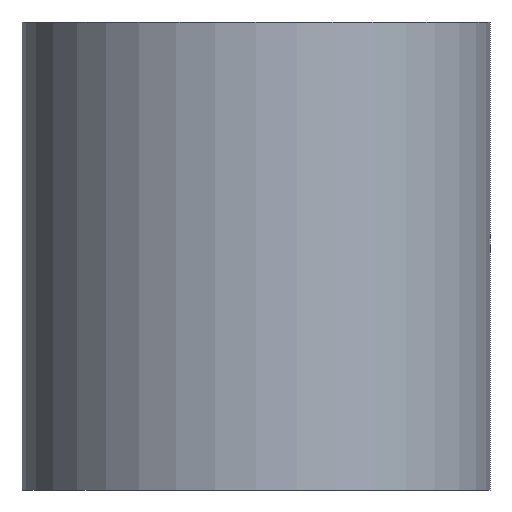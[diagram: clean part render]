
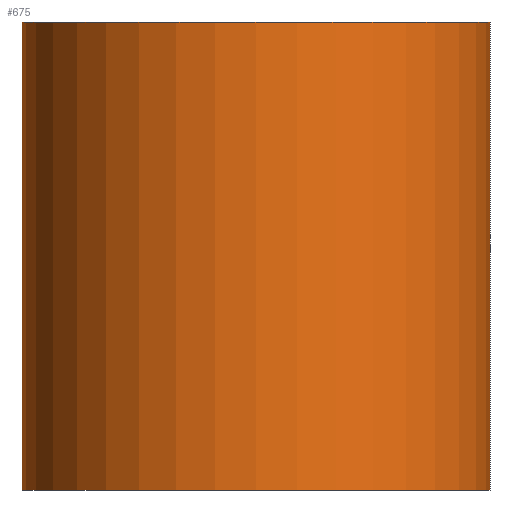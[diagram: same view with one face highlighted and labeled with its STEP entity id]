
A CAD part, front view. The second image highlights one B-rep face of the part: STEP entity #675.
In plain terms, the highlighted cylindrical face has radius 5 mm (diameter 10 mm), a partial arc.
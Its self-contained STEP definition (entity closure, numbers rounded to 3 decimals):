
#67=FACE_OUTER_BOUND('',#106,.T.);
#106=EDGE_LOOP('',(#597,#598,#599,#600));
#119=CIRCLE('',#726,5.);
#122=CIRCLE('',#734,5.);
#205=LINE('',#2412,#252);
#206=LINE('',#2413,#253);
#252=VECTOR('',#863,10.);
#253=VECTOR('',#864,10.);
#315=VERTEX_POINT('',#1511);
#316=VERTEX_POINT('',#1512);
#321=VERTEX_POINT('',#2409);
#322=VERTEX_POINT('',#2410);
#401=EDGE_CURVE('',#315,#316,#119,.T.);
#416=EDGE_CURVE('',#321,#322,#122,.T.);
#417=EDGE_CURVE('',#322,#315,#205,.T.);
#418=EDGE_CURVE('',#316,#321,#206,.T.);
#597=ORIENTED_EDGE('',*,*,#416,.T.);
#598=ORIENTED_EDGE('',*,*,#417,.T.);
#599=ORIENTED_EDGE('',*,*,#401,.T.);
#600=ORIENTED_EDGE('',*,*,#418,.T.);
#642=CYLINDRICAL_SURFACE('',#733,5.);
#675=ADVANCED_FACE('',(#67),#642,.T.);
#726=AXIS2_PLACEMENT_3D('',#1513,#841,#842);
#733=AXIS2_PLACEMENT_3D('',#2408,#859,#860);
#734=AXIS2_PLACEMENT_3D('',#2411,#861,#862);
#841=DIRECTION('center_axis',(0.,0.,1.));
#842=DIRECTION('ref_axis',(0.707,-0.707,0.));
#859=DIRECTION('center_axis',(0.,0.,1.));
#860=DIRECTION('ref_axis',(-0.707,-0.707,0.));
#861=DIRECTION('center_axis',(0.,0.,-1.));
#862=DIRECTION('ref_axis',(0.707,-0.707,0.));
#863=DIRECTION('',(0.,0.,-1.));
#864=DIRECTION('',(0.,0.,1.));
#1511=CARTESIAN_POINT('',(-5.,5.,0.));
#1512=CARTESIAN_POINT('',(5.,5.,0.));
#1513=CARTESIAN_POINT('Origin',(0.,5.,0.));
#2408=CARTESIAN_POINT('Origin',(0.,5.,2.5));
#2409=CARTESIAN_POINT('',(5.,5.,10.));
#2410=CARTESIAN_POINT('',(-5.,5.,10.));
#2411=CARTESIAN_POINT('Origin',(0.,5.,10.));
#2412=CARTESIAN_POINT('',(-5.,5.,2.5));
#2413=CARTESIAN_POINT('',(5.,5.,7.5));
